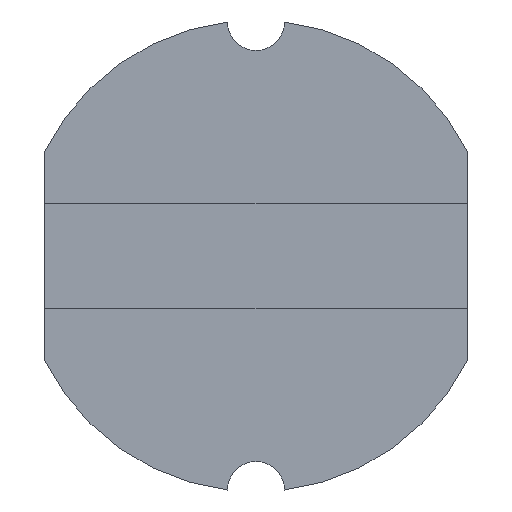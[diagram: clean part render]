
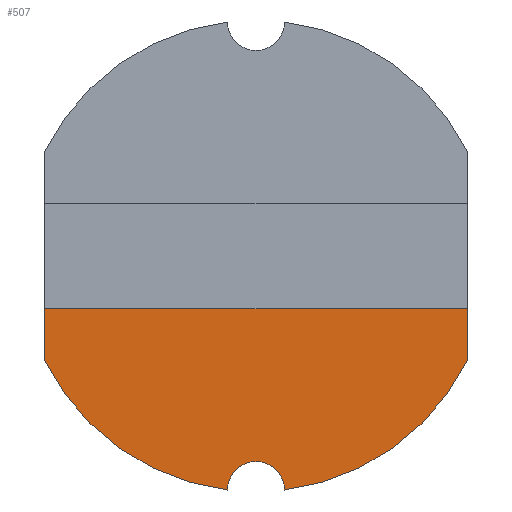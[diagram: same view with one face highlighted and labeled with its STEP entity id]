
A CAD part, front view. The second image highlights one B-rep face of the part: STEP entity #507.
In plain terms, the highlighted planar face has unit normal (0, -1, 0).
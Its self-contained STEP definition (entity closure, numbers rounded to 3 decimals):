
#69 = DIRECTION ( 'NONE',  ( -1., 0., 0. ) ) ;
#202 = CARTESIAN_POINT ( 'NONE',  ( 2.6, 0., -0.65 ) ) ;
#269 = DIRECTION ( 'NONE',  ( 0., 0., 1. ) ) ;
#288 = CIRCLE ( 'NONE', #845, 2.9 ) ;
#319 = CARTESIAN_POINT ( 'NONE',  ( 2.6, 0., 0. ) ) ;
#324 = ORIENTED_EDGE ( 'NONE', *, *, #3259, .T. ) ;
#385 = CARTESIAN_POINT ( 'NONE',  ( 0.35, 0., -2.879 ) ) ;
#414 = VERTEX_POINT ( 'NONE', #2020 ) ;
#415 = DIRECTION ( 'NONE',  ( 0., 0., 1. ) ) ;
#422 = CARTESIAN_POINT ( 'NONE',  ( 0., 0., -0.65 ) ) ;
#426 = CARTESIAN_POINT ( 'NONE',  ( 0., 0., -2.879 ) ) ;
#451 = EDGE_CURVE ( 'NONE', #1403, #3270, #288, .T. ) ;
#464 = CARTESIAN_POINT ( 'NONE',  ( 0., 0., 0. ) ) ;
#483 = CARTESIAN_POINT ( 'NONE',  ( 0., 0., 0. ) ) ;
#507 = ADVANCED_FACE ( 'NONE', ( #1732 ), #3065, .F. ) ;
#541 = VECTOR ( 'NONE', #3968, 1000. ) ;
#619 = LINE ( 'NONE', #2375, #541 ) ;
#669 = VECTOR ( 'NONE', #69, 1000. ) ;
#748 = DIRECTION ( 'NONE',  ( 0., 0., 1. ) ) ;
#797 = CIRCLE ( 'NONE', #927, 0.35 ) ;
#845 = AXIS2_PLACEMENT_3D ( 'NONE', #464, #2117, #415 ) ;
#882 = CARTESIAN_POINT ( 'NONE',  ( 0., 0., 0. ) ) ;
#927 = AXIS2_PLACEMENT_3D ( 'NONE', #426, #1762, #748 ) ;
#963 = DIRECTION ( 'NONE',  ( 0., 0., 1. ) ) ;
#1123 = DIRECTION ( 'NONE',  ( 0., 1., 0. ) ) ;
#1403 = VERTEX_POINT ( 'NONE', #2638 ) ;
#1452 = CARTESIAN_POINT ( 'NONE',  ( -0.35, 0., -2.879 ) ) ;
#1663 = DIRECTION ( 'NONE',  ( 0., 1., 0. ) ) ;
#1732 = FACE_OUTER_BOUND ( 'NONE', #2894, .T. ) ;
#1762 = DIRECTION ( 'NONE',  ( 0., 1., 0. ) ) ;
#1870 = EDGE_CURVE ( 'NONE', #4098, #2396, #797, .T. ) ;
#2020 = CARTESIAN_POINT ( 'NONE',  ( -2.6, 0., -0.65 ) ) ;
#2117 = DIRECTION ( 'NONE',  ( 0., 1., 0. ) ) ;
#2259 = AXIS2_PLACEMENT_3D ( 'NONE', #483, #1123, #3824 ) ;
#2343 = LINE ( 'NONE', #319, #3196 ) ;
#2375 = CARTESIAN_POINT ( 'NONE',  ( -2.6, 0., 0. ) ) ;
#2389 = EDGE_CURVE ( 'NONE', #4098, #3267, #3021, .T. ) ;
#2396 = VERTEX_POINT ( 'NONE', #3969 ) ;
#2473 = CARTESIAN_POINT ( 'NONE',  ( -2.6, 0., -1.285 ) ) ;
#2564 = AXIS2_PLACEMENT_3D ( 'NONE', #3431, #3128, #3383 ) ;
#2609 = AXIS2_PLACEMENT_3D ( 'NONE', #882, #1663, #963 ) ;
#2638 = CARTESIAN_POINT ( 'NONE',  ( 2.6, 0., -1.285 ) ) ;
#2654 = ORIENTED_EDGE ( 'NONE', *, *, #451, .F. ) ;
#2894 = EDGE_LOOP ( 'NONE', ( #2955, #3482, #3096, #2977, #3912, #324, #2654 ) ) ;
#2955 = ORIENTED_EDGE ( 'NONE', *, *, #3895, .T. ) ;
#2977 = ORIENTED_EDGE ( 'NONE', *, *, #2389, .F. ) ;
#3021 = CIRCLE ( 'NONE', #2609, 2.9 ) ;
#3065 = PLANE ( 'NONE',  #2259 ) ;
#3070 = LINE ( 'NONE', #422, #669 ) ;
#3096 = ORIENTED_EDGE ( 'NONE', *, *, #4048, .T. ) ;
#3128 = DIRECTION ( 'NONE',  ( 0., 1., 0. ) ) ;
#3196 = VECTOR ( 'NONE', #269, 1000. ) ;
#3259 = EDGE_CURVE ( 'NONE', #2396, #3270, #3891, .T. ) ;
#3267 = VERTEX_POINT ( 'NONE', #2473 ) ;
#3270 = VERTEX_POINT ( 'NONE', #385 ) ;
#3324 = VERTEX_POINT ( 'NONE', #202 ) ;
#3383 = DIRECTION ( 'NONE',  ( 0., 0., 1. ) ) ;
#3431 = CARTESIAN_POINT ( 'NONE',  ( 0., 0., -2.879 ) ) ;
#3482 = ORIENTED_EDGE ( 'NONE', *, *, #3608, .T. ) ;
#3608 = EDGE_CURVE ( 'NONE', #3324, #414, #3070, .T. ) ;
#3824 = DIRECTION ( 'NONE',  ( 0., 0., 1. ) ) ;
#3891 = CIRCLE ( 'NONE', #2564, 0.35 ) ;
#3895 = EDGE_CURVE ( 'NONE', #1403, #3324, #2343, .T. ) ;
#3912 = ORIENTED_EDGE ( 'NONE', *, *, #1870, .T. ) ;
#3968 = DIRECTION ( 'NONE',  ( 0., 0., -1. ) ) ;
#3969 = CARTESIAN_POINT ( 'NONE',  ( 0., 0., -2.529 ) ) ;
#4048 = EDGE_CURVE ( 'NONE', #414, #3267, #619, .T. ) ;
#4098 = VERTEX_POINT ( 'NONE', #1452 ) ;
